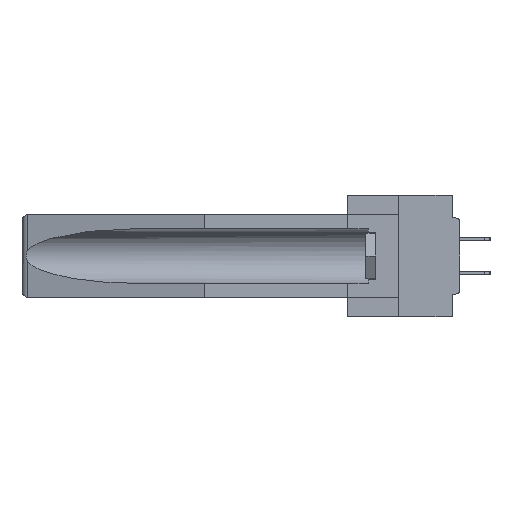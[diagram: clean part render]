
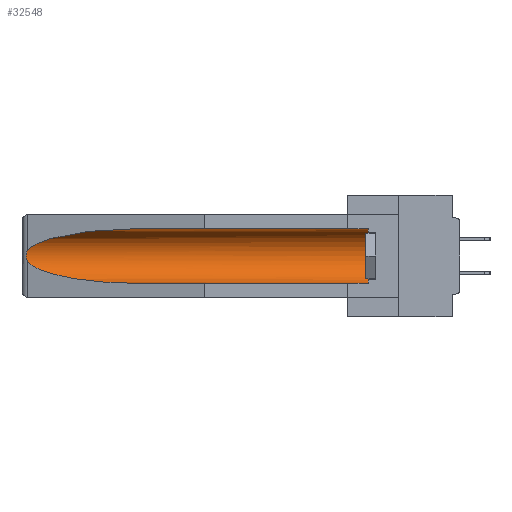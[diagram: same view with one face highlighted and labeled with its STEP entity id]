
A CAD part, left-side view. The second image highlights one B-rep face of the part: STEP entity #32548.
In plain terms, the highlighted cylindrical face has radius 2.857 mm (diameter 5.715 mm), a partial arc.
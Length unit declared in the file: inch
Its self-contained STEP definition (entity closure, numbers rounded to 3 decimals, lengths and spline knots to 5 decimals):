
#1144 = VERTEX_POINT ( 'NONE', #28183 ) ;
#1812 = CARTESIAN_POINT ( 'NONE',  ( 0.26537, 1.52718, -0.14972 ) ) ;
#1828 = DIRECTION ( 'NONE',  ( 0., 0., 1. ) ) ;
#1986 = DIRECTION ( 'NONE',  ( 0., -1., 0. ) ) ;
#2055 = EDGE_CURVE ( 'NONE', #40861, #1144, #21898, .T. ) ;
#3476 = CARTESIAN_POINT ( 'NONE',  ( 0.155, -0.30754, -0.284 ) ) ;
#5028 = CARTESIAN_POINT ( 'NONE',  ( 0.21114, 1.30732, -0.059 ) ) ;
#5236 = CARTESIAN_POINT ( 'NONE',  ( 0.21114, 1.30732, -0.284 ) ) ;
#5565 = FACE_OUTER_BOUND ( 'NONE', #34753, .T. ) ;
#5951 = B_SPLINE_CURVE_WITH_KNOTS ( 'NONE', 3,
 ( #1812, #19240, #44684, #16796, #27587, #13483, #37702, #13772, #28460, #16941 ),
 .UNSPECIFIED., .F., .F.,
 ( 4, 2, 2, 2, 4 ),
 ( 0., 0.00029, 0.00058, 0.00087, 0.00117 ),
 .UNSPECIFIED. ) ;
#6550 = CARTESIAN_POINT ( 'NONE',  ( 0.155, 1.07973, -0.059 ) ) ;
#7773 = CYLINDRICAL_SURFACE ( 'NONE', #17515, 0.1125 ) ;
#8791 = CARTESIAN_POINT ( 'NONE',  ( 0.26537, 1.52718, -0.14972 ) ) ;
#10263 = CARTESIAN_POINT ( 'NONE',  ( 0.155, -0.30754, -0.1715 ) ) ;
#10628 = EDGE_CURVE ( 'NONE', #30696, #1144, #16183, .T. ) ;
#12051 = CARTESIAN_POINT ( 'NONE',  ( 0.26537, 1.52718, -0.19328 ) ) ;
#13483 = CARTESIAN_POINT ( 'NONE',  ( 0.2675, 1.53308, -0.17534 ) ) ;
#13772 = CARTESIAN_POINT ( 'NONE',  ( 0.26655, 1.53094, -0.18657 ) ) ;
#15528 = EDGE_CURVE ( 'NONE', #40393, #18546, #43678, .T. ) ;
#15529 = CARTESIAN_POINT ( 'NONE',  ( 0.155, 1.07973, -0.284 ) ) ;
#16183 =( BOUNDED_CURVE ( )  B_SPLINE_CURVE ( 3, ( #12051, #25692, #5236, #15529 ),
 .UNSPECIFIED., .F., .F. ) 
 B_SPLINE_CURVE_WITH_KNOTS ( ( 4, 4 ),
 ( 0.1948, 1.5708 ),
 .UNSPECIFIED. ) 
 CURVE ( )  GEOMETRIC_REPRESENTATION_ITEM ( )  RATIONAL_B_SPLINE_CURVE ( ( 1., 0.848, 0.848, 1. ) ) 
 REPRESENTATION_ITEM ( '' )  );
#16430 = ORIENTED_EDGE ( 'NONE', *, *, #31564, .T. ) ;
#16559 = CARTESIAN_POINT ( 'NONE',  ( 0.26537, 1.52718, -0.19328 ) ) ;
#16796 = CARTESIAN_POINT ( 'NONE',  ( 0.2673, 1.5327, -0.16383 ) ) ;
#16941 = CARTESIAN_POINT ( 'NONE',  ( 0.26537, 1.52718, -0.19328 ) ) ;
#17515 = AXIS2_PLACEMENT_3D ( 'NONE', #10263, #20852, #41272 ) ;
#18546 = VERTEX_POINT ( 'NONE', #40684 ) ;
#19240 = CARTESIAN_POINT ( 'NONE',  ( 0.26597, 1.52961, -0.15275 ) ) ;
#20697 = ORIENTED_EDGE ( 'NONE', *, *, #37788, .T. ) ;
#20852 = DIRECTION ( 'NONE',  ( 0., 1., 0. ) ) ;
#21898 = LINE ( 'NONE', #3476, #28944 ) ;
#23052 = ORIENTED_EDGE ( 'NONE', *, *, #35430, .T. ) ;
#24103 = DIRECTION ( 'NONE',  ( 0., 1., 0. ) ) ;
#24317 = CARTESIAN_POINT ( 'NONE',  ( 0.25451, 1.48313, -0.09465 ) ) ;
#25692 = CARTESIAN_POINT ( 'NONE',  ( 0.25451, 1.48313, -0.24835 ) ) ;
#26296 = CARTESIAN_POINT ( 'NONE',  ( 0.155, 0.126, -0.059 ) ) ;
#27587 = CARTESIAN_POINT ( 'NONE',  ( 0.2675, 1.53308, -0.16763 ) ) ;
#28183 = CARTESIAN_POINT ( 'NONE',  ( 0.155, 1.07973, -0.284 ) ) ;
#28460 = CARTESIAN_POINT ( 'NONE',  ( 0.26597, 1.5296, -0.19026 ) ) ;
#28944 = VECTOR ( 'NONE', #41622, 39.37008 ) ;
#30345 = ORIENTED_EDGE ( 'NONE', *, *, #15528, .T. ) ;
#30393 = AXIS2_PLACEMENT_3D ( 'NONE', #43346, #1986, #1828 ) ;
#30696 = VERTEX_POINT ( 'NONE', #16559 ) ;
#30768 = CARTESIAN_POINT ( 'NONE',  ( 0.155, -0.30754, -0.059 ) ) ;
#31142 = LINE ( 'NONE', #30768, #38678 ) ;
#31564 = EDGE_CURVE ( 'NONE', #38887, #40393, #31142, .T. ) ;
#32548 = ADVANCED_FACE ( 'NONE', ( #5565 ), #7773, .F. ) ;
#34223 = ORIENTED_EDGE ( 'NONE', *, *, #10628, .T. ) ;
#34753 = EDGE_LOOP ( 'NONE', ( #30345, #20697, #34223, #35825, #23052, #16430 ) ) ;
#35430 = EDGE_CURVE ( 'NONE', #40861, #38887, #40555, .T. ) ;
#35825 = ORIENTED_EDGE ( 'NONE', *, *, #2055, .F. ) ;
#36799 = CARTESIAN_POINT ( 'NONE',  ( 0.155, 0.126, -0.284 ) ) ;
#37702 = CARTESIAN_POINT ( 'NONE',  ( 0.2673, 1.53269, -0.17917 ) ) ;
#37788 = EDGE_CURVE ( 'NONE', #18546, #30696, #5951, .T. ) ;
#38678 = VECTOR ( 'NONE', #24103, 39.37008 ) ;
#38887 = VERTEX_POINT ( 'NONE', #26296 ) ;
#40393 = VERTEX_POINT ( 'NONE', #41744 ) ;
#40555 = CIRCLE ( 'NONE', #30393, 0.1125 ) ;
#40684 = CARTESIAN_POINT ( 'NONE',  ( 0.26537, 1.52718, -0.14972 ) ) ;
#40861 = VERTEX_POINT ( 'NONE', #36799 ) ;
#41272 = DIRECTION ( 'NONE',  ( 0., 0., 1. ) ) ;
#41622 = DIRECTION ( 'NONE',  ( 0., 1., 0. ) ) ;
#41744 = CARTESIAN_POINT ( 'NONE',  ( 0.155, 1.07973, -0.059 ) ) ;
#43346 = CARTESIAN_POINT ( 'NONE',  ( 0.155, 0.126, -0.1715 ) ) ;
#43678 =( BOUNDED_CURVE ( )  B_SPLINE_CURVE ( 3, ( #6550, #5028, #24317, #8791 ),
 .UNSPECIFIED., .F., .F. ) 
 B_SPLINE_CURVE_WITH_KNOTS ( ( 4, 4 ),
 ( 4.71239, 6.08839 ),
 .UNSPECIFIED. ) 
 CURVE ( )  GEOMETRIC_REPRESENTATION_ITEM ( )  RATIONAL_B_SPLINE_CURVE ( ( 1., 0.848, 0.848, 1. ) ) 
 REPRESENTATION_ITEM ( '' )  );
#44684 = CARTESIAN_POINT ( 'NONE',  ( 0.26654, 1.53092, -0.15636 ) ) ;
